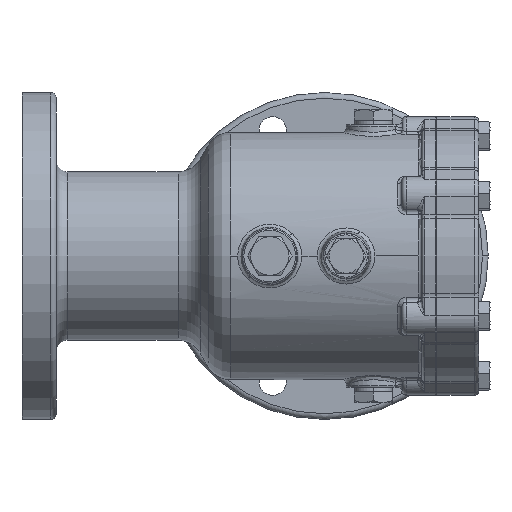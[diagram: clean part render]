
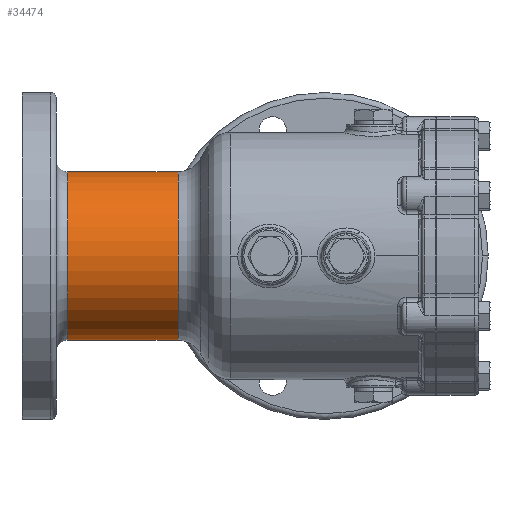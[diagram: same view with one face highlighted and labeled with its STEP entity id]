
A CAD part, front view. The second image highlights one B-rep face of the part: STEP entity #34474.
In plain terms, the highlighted cylindrical face has radius 59 mm (diameter 118 mm), a partial arc.
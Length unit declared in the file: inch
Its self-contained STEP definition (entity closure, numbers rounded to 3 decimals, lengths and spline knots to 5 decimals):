
#817 = CARTESIAN_POINT ( 'NONE',  ( -7.08661, 0., -2.32283 ) ) ;
#1933 = VERTEX_POINT ( 'NONE', #817 ) ;
#3295 = EDGE_CURVE ( 'NONE', #1933, #29106, #13776, .T. ) ;
#3607 = VECTOR ( 'NONE', #13709, 39.37008 ) ;
#4616 = DIRECTION ( 'NONE',  ( -1., 0., 0. ) ) ;
#5904 = AXIS2_PLACEMENT_3D ( 'NONE', #10855, #29702, #13578 ) ;
#8221 = CARTESIAN_POINT ( 'NONE',  ( -4.04349, 0., 2.32283 ) ) ;
#10366 = EDGE_CURVE ( 'NONE', #29434, #12152, #13528, .T. ) ;
#10830 = LINE ( 'NONE', #13597, #3607 ) ;
#10855 = CARTESIAN_POINT ( 'NONE',  ( -7.08661, 0., 0. ) ) ;
#12152 = VERTEX_POINT ( 'NONE', #8221 ) ;
#12802 = CARTESIAN_POINT ( 'NONE',  ( -4.04349, 0., 0. ) ) ;
#13528 = CIRCLE ( 'NONE', #24654, 2.32283 ) ;
#13578 = DIRECTION ( 'NONE',  ( 0., 0., 1. ) ) ;
#13597 = CARTESIAN_POINT ( 'NONE',  ( -8.34646, 0., -2.32283 ) ) ;
#13610 = ORIENTED_EDGE ( 'NONE', *, *, #29083, .F. ) ;
#13631 = CARTESIAN_POINT ( 'NONE',  ( -4.04349, 0., -2.32283 ) ) ;
#13709 = DIRECTION ( 'NONE',  ( -1., 0., 0. ) ) ;
#13776 = CIRCLE ( 'NONE', #5904, 2.32283 ) ;
#15404 = ORIENTED_EDGE ( 'NONE', *, *, #10366, .T. ) ;
#15483 = DIRECTION ( 'NONE',  ( 0., 0., 1. ) ) ;
#16363 = AXIS2_PLACEMENT_3D ( 'NONE', #34083, #4616, #28807 ) ;
#19055 = CYLINDRICAL_SURFACE ( 'NONE', #16363, 2.32283 ) ;
#19172 = DIRECTION ( 'NONE',  ( -1., 0., 0. ) ) ;
#19256 = ORIENTED_EDGE ( 'NONE', *, *, #32135, .T. ) ;
#19898 = FACE_OUTER_BOUND ( 'NONE', #30274, .T. ) ;
#21207 = LINE ( 'NONE', #32744, #22874 ) ;
#22874 = VECTOR ( 'NONE', #19172, 39.37008 ) ;
#24654 = AXIS2_PLACEMENT_3D ( 'NONE', #12802, #31626, #15483 ) ;
#27217 = CARTESIAN_POINT ( 'NONE',  ( -7.08661, 0., 2.32283 ) ) ;
#28807 = DIRECTION ( 'NONE',  ( 0., 0., 1. ) ) ;
#29083 = EDGE_CURVE ( 'NONE', #29434, #1933, #10830, .T. ) ;
#29106 = VERTEX_POINT ( 'NONE', #27217 ) ;
#29434 = VERTEX_POINT ( 'NONE', #13631 ) ;
#29702 = DIRECTION ( 'NONE',  ( -1., 0., 0. ) ) ;
#30274 = EDGE_LOOP ( 'NONE', ( #13610, #15404, #19256, #30393 ) ) ;
#30393 = ORIENTED_EDGE ( 'NONE', *, *, #3295, .F. ) ;
#31626 = DIRECTION ( 'NONE',  ( -1., 0., 0. ) ) ;
#32135 = EDGE_CURVE ( 'NONE', #12152, #29106, #21207, .T. ) ;
#32744 = CARTESIAN_POINT ( 'NONE',  ( -8.34646, 0., 2.32283 ) ) ;
#34083 = CARTESIAN_POINT ( 'NONE',  ( -8.34646, 0., 0. ) ) ;
#34474 = ADVANCED_FACE ( 'NONE', ( #19898 ), #19055, .T. ) ;
